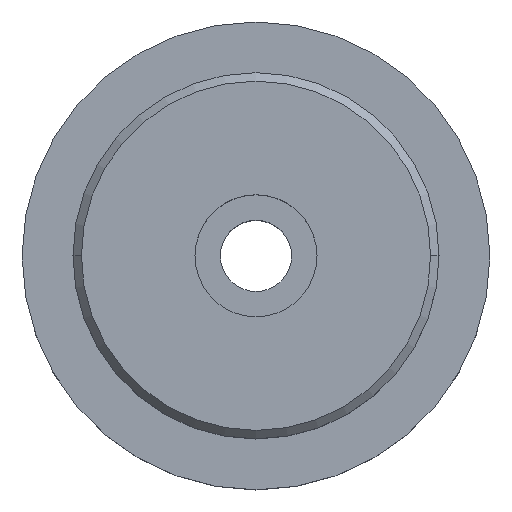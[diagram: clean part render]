
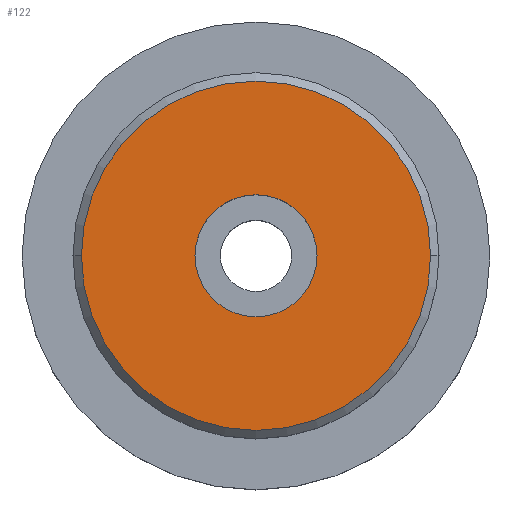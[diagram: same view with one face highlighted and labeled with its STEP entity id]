
A CAD part, top view. The second image highlights one B-rep face of the part: STEP entity #122.
In plain terms, the highlighted planar face has unit normal (0, 0, 1).
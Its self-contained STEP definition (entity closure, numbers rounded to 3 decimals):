
#112=EDGE_CURVE('',#130,#142,#277,.T.);
#122=ADVANCED_FACE('',(#291,#292),#293,.T.);
#124=EDGE_CURVE('',#142,#130,#295,.T.);
#130=VERTEX_POINT('',#301);
#142=VERTEX_POINT('',#316);
#166=EDGE_CURVE('',#208,#194,#345,.T.);
#190=EDGE_CURVE('',#194,#208,#371,.T.);
#194=VERTEX_POINT('',#375);
#208=VERTEX_POINT('',#390);
#277=CIRCLE('',#457,9.0);
#291=FACE_OUTER_BOUND('',#472,.T.);
#292=FACE_BOUND('',#473,.T.);
#293=PLANE('',#474);
#295=CIRCLE('',#477,9.0);
#301=CARTESIAN_POINT('',(-9.0,0.,26.0));
#316=CARTESIAN_POINT('',(9.0,0.,26.0));
#345=CIRCLE('',#537,25.75);
#371=CIRCLE('',#576,25.75);
#375=CARTESIAN_POINT('',(25.75,0.,26.0));
#390=CARTESIAN_POINT('',(-25.75,0.,26.0));
#457=AXIS2_PLACEMENT_3D('',#670,#671,#672);
#472=EDGE_LOOP('',(#701,#702));
#473=EDGE_LOOP('',(#703,#704));
#474=AXIS2_PLACEMENT_3D('',#705,#706,#707);
#477=AXIS2_PLACEMENT_3D('',#708,#709,#710);
#537=AXIS2_PLACEMENT_3D('',#780,#781,#782);
#576=AXIS2_PLACEMENT_3D('',#815,#816,#817);
#670=CARTESIAN_POINT('',(0.0,0.,26.0));
#671=DIRECTION('',(0.0,0.0,1.0));
#672=DIRECTION('',(-1.0,0.,0.0));
#701=ORIENTED_EDGE('',*,*,#166,.T.);
#702=ORIENTED_EDGE('',*,*,#190,.T.);
#703=ORIENTED_EDGE('',*,*,#112,.F.);
#704=ORIENTED_EDGE('',*,*,#124,.F.);
#705=CARTESIAN_POINT('',(-18.0,0.,26.0));
#706=DIRECTION('',(0.0,0.0,1.0));
#707=DIRECTION('',(-1.0,0.,0.0));
#708=CARTESIAN_POINT('',(0.0,0.,26.0));
#709=DIRECTION('',(0.0,0.0,1.0));
#710=DIRECTION('',(-1.0,0.,0.0));
#780=CARTESIAN_POINT('',(0.0,0.,26.0));
#781=DIRECTION('',(0.0,0.0,1.0));
#782=DIRECTION('',(-1.0,0.,0.0));
#815=CARTESIAN_POINT('',(0.0,0.,26.0));
#816=DIRECTION('',(0.0,0.0,1.0));
#817=DIRECTION('',(-1.0,0.,0.0));
